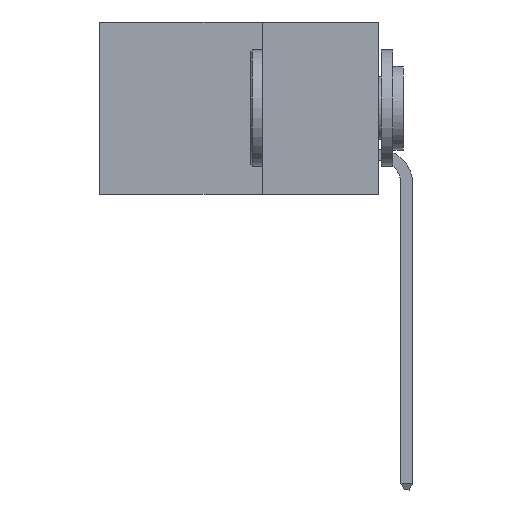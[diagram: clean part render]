
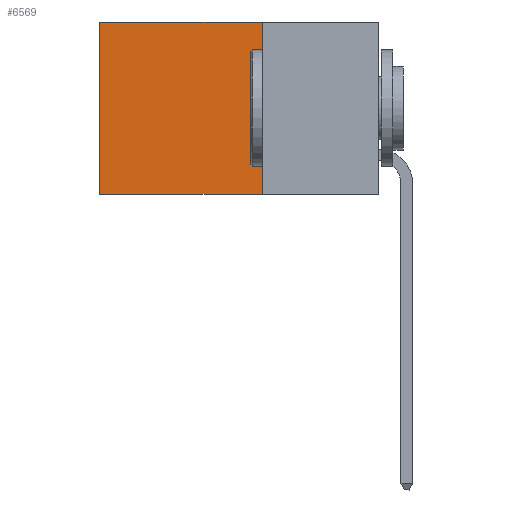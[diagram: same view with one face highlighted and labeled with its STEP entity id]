
A CAD part, left-side view. The second image highlights one B-rep face of the part: STEP entity #6569.
In plain terms, the highlighted planar face has unit normal (-1, 0, 0).
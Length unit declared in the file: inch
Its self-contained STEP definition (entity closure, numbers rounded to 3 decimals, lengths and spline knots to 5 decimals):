
#176 = PLANE ( 'NONE',  #2673 ) ;
#250 = EDGE_CURVE ( 'NONE', #393, #1912, #10586, .T. ) ;
#338 = CARTESIAN_POINT ( 'NONE',  ( 0.298, 0.6, -0.37 ) ) ;
#393 = VERTEX_POINT ( 'NONE', #4912 ) ;
#408 = CARTESIAN_POINT ( 'NONE',  ( 0.298, 0.25, 0. ) ) ;
#563 = DIRECTION ( 'NONE',  ( 1., 0., 0. ) ) ;
#1062 = DIRECTION ( 'NONE',  ( 0., 0., -1. ) ) ;
#1429 = ORIENTED_EDGE ( 'NONE', *, *, #3660, .F. ) ;
#1912 = VERTEX_POINT ( 'NONE', #338 ) ;
#2317 = LINE ( 'NONE', #6031, #10976 ) ;
#2673 = AXIS2_PLACEMENT_3D ( 'NONE', #8035, #563, #10267 ) ;
#2676 = EDGE_CURVE ( 'NONE', #2965, #1912, #10058, .T. ) ;
#2801 = VECTOR ( 'NONE', #6224, 39.37008 ) ;
#2965 = VERTEX_POINT ( 'NONE', #9006 ) ;
#3103 = ORIENTED_EDGE ( 'NONE', *, *, #2676, .T. ) ;
#3660 = EDGE_CURVE ( 'NONE', #6934, #393, #5489, .T. ) ;
#3731 = DIRECTION ( 'NONE',  ( 0., 1., 0. ) ) ;
#4332 = EDGE_LOOP ( 'NONE', ( #3103, #6071, #1429, #5392 ) ) ;
#4912 = CARTESIAN_POINT ( 'NONE',  ( 0.298, 0.25, -0.37 ) ) ;
#5141 = CARTESIAN_POINT ( 'NONE',  ( 0.298, 0.25, -0.37 ) ) ;
#5392 = ORIENTED_EDGE ( 'NONE', *, *, #8525, .T. ) ;
#5489 = LINE ( 'NONE', #408, #2801 ) ;
#6031 = CARTESIAN_POINT ( 'NONE',  ( 0.298, 0.25, 0. ) ) ;
#6071 = ORIENTED_EDGE ( 'NONE', *, *, #250, .F. ) ;
#6224 = DIRECTION ( 'NONE',  ( 0., 0., -1. ) ) ;
#6237 = CARTESIAN_POINT ( 'NONE',  ( 0.298, 0.6, 0. ) ) ;
#6569 = ADVANCED_FACE ( 'NONE', ( #8047 ), #176, .F. ) ;
#6816 = CARTESIAN_POINT ( 'NONE',  ( 0.298, 0.25, 0. ) ) ;
#6934 = VERTEX_POINT ( 'NONE', #6816 ) ;
#7676 = VECTOR ( 'NONE', #1062, 39.37008 ) ;
#8035 = CARTESIAN_POINT ( 'NONE',  ( 0.298, 0.25, 0. ) ) ;
#8047 = FACE_OUTER_BOUND ( 'NONE', #4332, .T. ) ;
#8525 = EDGE_CURVE ( 'NONE', #6934, #2965, #2317, .T. ) ;
#9006 = CARTESIAN_POINT ( 'NONE',  ( 0.298, 0.6, 0. ) ) ;
#10058 = LINE ( 'NONE', #6237, #7676 ) ;
#10060 = DIRECTION ( 'NONE',  ( 0., 1., 0. ) ) ;
#10267 = DIRECTION ( 'NONE',  ( 0., 0., -1. ) ) ;
#10586 = LINE ( 'NONE', #5141, #10821 ) ;
#10821 = VECTOR ( 'NONE', #3731, 39.37008 ) ;
#10976 = VECTOR ( 'NONE', #10060, 39.37008 ) ;
